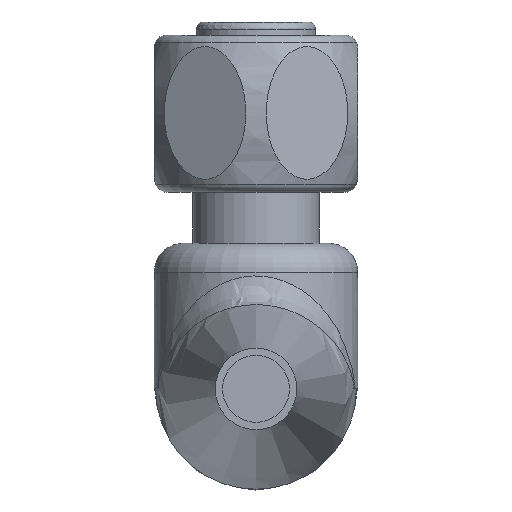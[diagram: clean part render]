
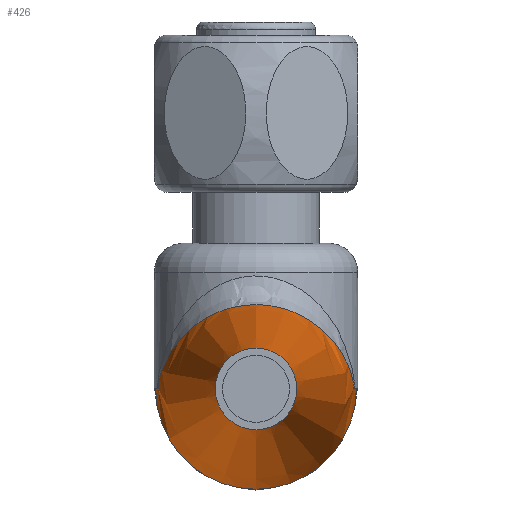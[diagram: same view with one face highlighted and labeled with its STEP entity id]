
A CAD part, front view. The second image highlights one B-rep face of the part: STEP entity #426.
In plain terms, the highlighted conical face has half-angle 7.97 degrees and reference radius 7 mm.
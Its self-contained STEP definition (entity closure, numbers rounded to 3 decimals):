
#179=LINE('',#2465,#235);
#180=LINE('',#2471,#236);
#235=VECTOR('',#1885,1.);
#236=VECTOR('',#1892,1.);
#298=CONICAL_SURFACE('',#1515,7.,7.97);
#319=B_SPLINE_CURVE_WITH_KNOTS('',3,(#2476,#2477,#2478,#2479,#2480,#2481,
#2482,#2483,#2484,#2485,#2486,#2487,#2488,#2489,#2490,#2491,#2492,#2493,
#2494,#2495,#2496,#2497,#2498,#2499,#2500,#2501,#2502,#2503,#2504,#2505,
#2506,#2507,#2508,#2509,#2510,#2511,#2512,#2513,#2514,#2515,#2516,#2517,
#2518,#2519,#2520,#2521,#2522,#2523,#2524,#2525,#2526,#2527,#2528,#2529,
#2530,#2531,#2532,#2533,#2534,#2535,#2536,#2537,#2538,#2539,#2540,#2541,
#2542,#2543,#2544,#2545,#2546,#2547,#2548,#2549,#2550,#2551),
 .UNSPECIFIED.,.F.,.F.,(4,2,2,2,2,2,2,2,2,2,2,2,2,2,2,2,2,2,2,2,2,2,2,2,
1,2,2,2,2,2,2,2,2,1,2,2,2,2,4),(0.,0.016,0.023,
0.031,0.047,0.055,0.059,
0.062,0.094,0.109,0.117,
0.125,0.187,0.219,0.234,
0.242,0.25,0.375,0.438,0.5,
0.563,0.625,0.75,0.758,
0.766,0.781,0.813,0.875,
0.883,0.891,0.906,0.938,
0.941,0.945,0.953,0.969,
0.977,0.984,1.),.UNSPECIFIED.);
#426=ADVANCED_FACE('',(#523,#524),#298,.T.);
#523=FACE_BOUND('',#639,.T.);
#524=FACE_BOUND('',#640,.T.);
#639=EDGE_LOOP('',(#941,#942,#943,#944));
#640=EDGE_LOOP('',(#945));
#941=ORIENTED_EDGE('',*,*,#1226,.T.);
#942=ORIENTED_EDGE('',*,*,#1231,.T.);
#943=ORIENTED_EDGE('',*,*,#1229,.T.);
#944=ORIENTED_EDGE('',*,*,#1232,.T.);
#945=ORIENTED_EDGE('',*,*,#1218,.F.);
#1067=VERTEX_POINT('',#2406);
#1074=VERTEX_POINT('',#2464);
#1075=VERTEX_POINT('',#2466);
#1076=VERTEX_POINT('',#2470);
#1077=VERTEX_POINT('',#2472);
#1218=EDGE_CURVE('',#1067,#1067,#1342,.T.);
#1226=EDGE_CURVE('',#1075,#1074,#179,.T.);
#1229=EDGE_CURVE('',#1077,#1076,#180,.T.);
#1231=EDGE_CURVE('',#1074,#1077,#1352,.T.);
#1232=EDGE_CURVE('',#1076,#1075,#319,.T.);
#1342=CIRCLE('',#1500,2.8);
#1352=CIRCLE('',#1514,6.896);
#1500=AXIS2_PLACEMENT_3D('',#2405,#1867,#1868);
#1514=AXIS2_PLACEMENT_3D('',#2475,#1897,#1898);
#1515=AXIS2_PLACEMENT_3D('',#2552,#1899,#1900);
#1867=DIRECTION('',(0.,-1.,0.));
#1868=DIRECTION('',(0.,0.,1.));
#1885=DIRECTION('',(-0.139,0.99,0.));
#1892=DIRECTION('',(-0.139,-0.99,0.));
#1897=DIRECTION('',(0.,-1.,0.));
#1898=DIRECTION('',(0.,0.,-1.));
#1899=DIRECTION('',(0.,1.,0.));
#1900=DIRECTION('',(0.,0.,1.));
#2405=CARTESIAN_POINT('',(0.,-30.,-25.2));
#2406=CARTESIAN_POINT('',(0.,-30.,-22.4));
#2464=CARTESIAN_POINT('',(-6.896,-0.741,-25.2));
#2465=CARTESIAN_POINT('',(0.,-50.,-25.2));
#2466=CARTESIAN_POINT('',(-6.713,-2.052,-25.2));
#2470=CARTESIAN_POINT('',(6.713,-2.052,-25.2));
#2471=CARTESIAN_POINT('',(0.,-50.,-25.2));
#2472=CARTESIAN_POINT('',(6.896,-0.741,-25.2));
#2475=CARTESIAN_POINT('',(0.,-0.741,-25.2));
#2476=CARTESIAN_POINT('',(6.713,-2.052,-25.2));
#2477=CARTESIAN_POINT('',(6.713,-2.052,-25.102));
#2478=CARTESIAN_POINT('',(6.707,-2.077,-24.996));
#2479=CARTESIAN_POINT('',(6.688,-2.153,-24.827));
#2480=CARTESIAN_POINT('',(6.681,-2.184,-24.769));
#2481=CARTESIAN_POINT('',(6.661,-2.26,-24.649));
#2482=CARTESIAN_POINT('',(6.644,-2.325,-24.561));
#2483=CARTESIAN_POINT('',(6.621,-2.412,-24.453));
#2484=CARTESIAN_POINT('',(6.601,-2.484,-24.372));
#2485=CARTESIAN_POINT('',(6.564,-2.611,-24.237));
#2486=CARTESIAN_POINT('',(6.551,-2.657,-24.19));
#2487=CARTESIAN_POINT('',(6.528,-2.731,-24.116));
#2488=CARTESIAN_POINT('',(6.521,-2.757,-24.091));
#2489=CARTESIAN_POINT('',(6.504,-2.81,-24.04));
#2490=CARTESIAN_POINT('',(6.488,-2.861,-23.992));
#2491=CARTESIAN_POINT('',(6.476,-2.897,-23.958));
#2492=CARTESIAN_POINT('',(6.444,-3.005,-23.86));
#2493=CARTESIAN_POINT('',(6.347,-3.28,-23.617));
#2494=CARTESIAN_POINT('',(6.307,-3.391,-23.521));
#2495=CARTESIAN_POINT('',(6.231,-3.585,-23.355));
#2496=CARTESIAN_POINT('',(6.203,-3.655,-23.296));
#2497=CARTESIAN_POINT('',(6.142,-3.803,-23.171));
#2498=CARTESIAN_POINT('',(6.095,-3.911,-23.083));
#2499=CARTESIAN_POINT('',(5.876,-4.409,-22.675));
#2500=CARTESIAN_POINT('',(5.663,-4.809,-22.358));
#2501=CARTESIAN_POINT('',(5.338,-5.346,-21.941));
#2502=CARTESIAN_POINT('',(5.228,-5.514,-21.812));
#2503=CARTESIAN_POINT('',(5.065,-5.75,-21.631));
#2504=CARTESIAN_POINT('',(5.01,-5.826,-21.574));
#2505=CARTESIAN_POINT('',(4.929,-5.936,-21.49));
#2506=CARTESIAN_POINT('',(4.902,-5.972,-21.463));
#2507=CARTESIAN_POINT('',(4.848,-6.042,-21.409));
#2508=CARTESIAN_POINT('',(4.837,-6.057,-21.398));
#2509=CARTESIAN_POINT('',(4.108,-6.981,-20.696));
#2510=CARTESIAN_POINT('',(3.322,-7.633,-20.209));
#2511=CARTESIAN_POINT('',(2.096,-8.286,-19.732));
#2512=CARTESIAN_POINT('',(1.679,-8.45,-19.614));
#2513=CARTESIAN_POINT('',(0.841,-8.668,-19.459));
#2514=CARTESIAN_POINT('',(0.378,-8.722,-19.421));
#2515=CARTESIAN_POINT('',(-0.37,-8.723,-19.421));
#2516=CARTESIAN_POINT('',(-0.834,-8.669,-19.458));
#2517=CARTESIAN_POINT('',(-1.673,-8.452,-19.613));
#2518=CARTESIAN_POINT('',(-2.09,-8.289,-19.73));
#2519=CARTESIAN_POINT('',(-3.318,-7.637,-20.206));
#2520=CARTESIAN_POINT('',(-4.105,-6.984,-20.693));
#2521=CARTESIAN_POINT('',(-4.835,-6.059,-21.396));
#2522=CARTESIAN_POINT('',(-4.846,-6.045,-21.407));
#2523=CARTESIAN_POINT('',(-4.9,-5.974,-21.461));
#2524=CARTESIAN_POINT('',(-4.981,-5.866,-21.543));
#2525=CARTESIAN_POINT('',(-5.063,-5.752,-21.63));
#2526=CARTESIAN_POINT('',(-5.227,-5.516,-21.81));
#2527=CARTESIAN_POINT('',(-5.336,-5.348,-21.939));
#2528=CARTESIAN_POINT('',(-5.662,-4.811,-22.356));
#2529=CARTESIAN_POINT('',(-5.876,-4.41,-22.674));
#2530=CARTESIAN_POINT('',(-6.095,-3.911,-23.083));
#2531=CARTESIAN_POINT('',(-6.141,-3.804,-23.17));
#2532=CARTESIAN_POINT('',(-6.202,-3.656,-23.295));
#2533=CARTESIAN_POINT('',(-6.23,-3.587,-23.353));
#2534=CARTESIAN_POINT('',(-6.306,-3.393,-23.519));
#2535=CARTESIAN_POINT('',(-6.346,-3.282,-23.615));
#2536=CARTESIAN_POINT('',(-6.443,-3.008,-23.857));
#2537=CARTESIAN_POINT('',(-6.475,-2.901,-23.954));
#2538=CARTESIAN_POINT('',(-6.487,-2.865,-23.988));
#2539=CARTESIAN_POINT('',(-6.503,-2.814,-24.036));
#2540=CARTESIAN_POINT('',(-6.519,-2.762,-24.087));
#2541=CARTESIAN_POINT('',(-6.542,-2.685,-24.161));
#2542=CARTESIAN_POINT('',(-6.563,-2.616,-24.232));
#2543=CARTESIAN_POINT('',(-6.6,-2.488,-24.366));
#2544=CARTESIAN_POINT('',(-6.62,-2.416,-24.448));
#2545=CARTESIAN_POINT('',(-6.643,-2.328,-24.558));
#2546=CARTESIAN_POINT('',(-6.661,-2.262,-24.646));
#2547=CARTESIAN_POINT('',(-6.68,-2.186,-24.766));
#2548=CARTESIAN_POINT('',(-6.688,-2.154,-24.825));
#2549=CARTESIAN_POINT('',(-6.707,-2.077,-24.995));
#2550=CARTESIAN_POINT('',(-6.713,-2.052,-25.101));
#2551=CARTESIAN_POINT('',(-6.713,-2.052,-25.2));
#2552=CARTESIAN_POINT('',(0.,0.,-25.2));
